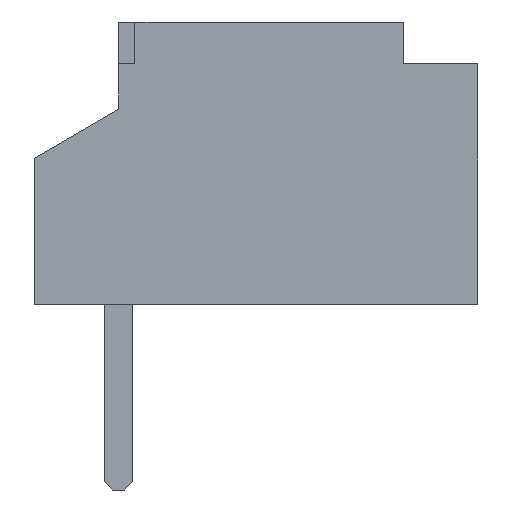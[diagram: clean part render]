
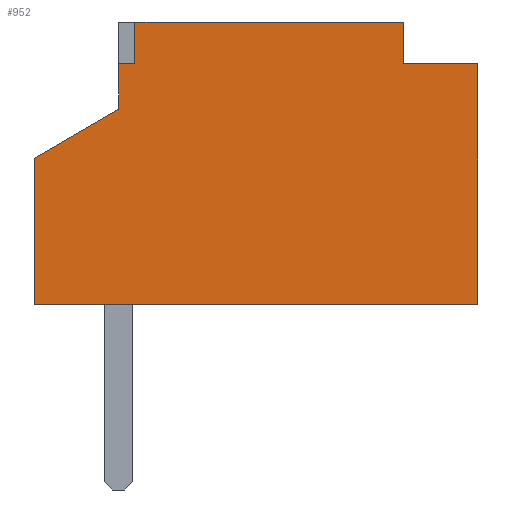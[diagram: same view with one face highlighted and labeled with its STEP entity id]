
A CAD part, left-side view. The second image highlights one B-rep face of the part: STEP entity #952.
In plain terms, the highlighted planar face has unit normal (-1, 0, 0).
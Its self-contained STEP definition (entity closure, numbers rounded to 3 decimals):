
#143 = FACE_OUTER_BOUND ( 'NONE', #7350, .T. ) ;
#268 = LINE ( 'NONE', #16581, #5677 ) ;
#329 = EDGE_CURVE ( 'NONE', #6499, #380, #268, .T. ) ;
#380 = VERTEX_POINT ( 'NONE', #15854 ) ;
#543 = CARTESIAN_POINT ( 'NONE',  ( -2.125, 0., 2.42 ) ) ;
#704 = VECTOR ( 'NONE', #9418, 1000. ) ;
#721 = CARTESIAN_POINT ( 'NONE',  ( -2.125, -3.531, 3.5 ) ) ;
#921 = DIRECTION ( 'NONE',  ( 0., -1., 0. ) ) ;
#952 = ADVANCED_FACE ( 'NONE', ( #143 ), #5575, .F. ) ;
#979 = ORIENTED_EDGE ( 'NONE', *, *, #2389, .F. ) ;
#989 = ORIENTED_EDGE ( 'NONE', *, *, #4452, .T. ) ;
#1550 = LINE ( 'NONE', #12311, #14942 ) ;
#1662 = LINE ( 'NONE', #15211, #3780 ) ;
#1894 = EDGE_CURVE ( 'NONE', #6095, #380, #3103, .T. ) ;
#2215 = ORIENTED_EDGE ( 'NONE', *, *, #7304, .T. ) ;
#2389 = EDGE_CURVE ( 'NONE', #17503, #3673, #11951, .T. ) ;
#3103 = LINE ( 'NONE', #12711, #11913 ) ;
#3109 = DIRECTION ( 'NONE',  ( 0., -1., 0. ) ) ;
#3230 = LINE ( 'NONE', #543, #14975 ) ;
#3673 = VERTEX_POINT ( 'NONE', #721 ) ;
#3780 = VECTOR ( 'NONE', #4430, 1000. ) ;
#4181 = VERTEX_POINT ( 'NONE', #5398 ) ;
#4268 = LINE ( 'NONE', #13561, #5500 ) ;
#4430 = DIRECTION ( 'NONE',  ( 0., 0.865, -0.502 ) ) ;
#4452 = EDGE_CURVE ( 'NONE', #4181, #3673, #10859, .T. ) ;
#4861 = CARTESIAN_POINT ( 'NONE',  ( -2.125, -4.45, 2.983 ) ) ;
#4960 = VECTOR ( 'NONE', #13036, 1000. ) ;
#5089 = CARTESIAN_POINT ( 'NONE',  ( -2.125, -3.531, 3.5 ) ) ;
#5398 = CARTESIAN_POINT ( 'NONE',  ( -2.125, -3.531, 2.983 ) ) ;
#5426 = VECTOR ( 'NONE', #9745, 1000. ) ;
#5477 = DIRECTION ( 'NONE',  ( 0., 0., -1. ) ) ;
#5500 = VECTOR ( 'NONE', #11182, 1000. ) ;
#5575 = PLANE ( 'NONE',  #15859 ) ;
#5677 = VECTOR ( 'NONE', #3109, 1000. ) ;
#6095 = VERTEX_POINT ( 'NONE', #4861 ) ;
#6223 = EDGE_CURVE ( 'NONE', #6515, #15226, #1662, .T. ) ;
#6499 = VERTEX_POINT ( 'NONE', #7020 ) ;
#6515 = VERTEX_POINT ( 'NONE', #16624 ) ;
#6799 = ORIENTED_EDGE ( 'NONE', *, *, #12206, .T. ) ;
#6819 = ORIENTED_EDGE ( 'NONE', *, *, #6223, .T. ) ;
#7020 = CARTESIAN_POINT ( 'NONE',  ( -2.125, 1.05, 0. ) ) ;
#7067 = VECTOR ( 'NONE', #921, 1000. ) ;
#7146 = ORIENTED_EDGE ( 'NONE', *, *, #7987, .F. ) ;
#7304 = EDGE_CURVE ( 'NONE', #7749, #14456, #4268, .T. ) ;
#7335 = CARTESIAN_POINT ( 'NONE',  ( -2.125, -0.2, 3.5 ) ) ;
#7350 = EDGE_LOOP ( 'NONE', ( #7146, #2215, #8912, #6819, #14330, #14808, #17071, #6799, #989, #979 ) ) ;
#7749 = VERTEX_POINT ( 'NONE', #12866 ) ;
#7803 = LINE ( 'NONE', #14469, #4960 ) ;
#7987 = EDGE_CURVE ( 'NONE', #7749, #17503, #7803, .T. ) ;
#8195 = CARTESIAN_POINT ( 'NONE',  ( -2.125, 1.05, 3.5 ) ) ;
#8703 = DIRECTION ( 'NONE',  ( 0., 0., -1. ) ) ;
#8912 = ORIENTED_EDGE ( 'NONE', *, *, #10009, .T. ) ;
#9075 = CARTESIAN_POINT ( 'NONE',  ( -2.125, 1.05, 3.5 ) ) ;
#9418 = DIRECTION ( 'NONE',  ( 0., 0., 1. ) ) ;
#9745 = DIRECTION ( 'NONE',  ( 0., 1., 0. ) ) ;
#10009 = EDGE_CURVE ( 'NONE', #14456, #6515, #3230, .T. ) ;
#10859 = LINE ( 'NONE', #5089, #704 ) ;
#10968 = CARTESIAN_POINT ( 'NONE',  ( -2.125, 0., 2.982 ) ) ;
#11048 = DIRECTION ( 'NONE',  ( 0., 0., -1. ) ) ;
#11182 = DIRECTION ( 'NONE',  ( 0., 1., 0. ) ) ;
#11282 = CARTESIAN_POINT ( 'NONE',  ( -2.125, -4.45, 2.983 ) ) ;
#11913 = VECTOR ( 'NONE', #16844, 1000. ) ;
#11951 = LINE ( 'NONE', #9075, #7067 ) ;
#12206 = EDGE_CURVE ( 'NONE', #6095, #4181, #16405, .T. ) ;
#12311 = CARTESIAN_POINT ( 'NONE',  ( -2.125, 1.05, 3.5 ) ) ;
#12711 = CARTESIAN_POINT ( 'NONE',  ( -2.125, -4.45, 3.5 ) ) ;
#12866 = CARTESIAN_POINT ( 'NONE',  ( -2.125, -0.2, 2.982 ) ) ;
#13036 = DIRECTION ( 'NONE',  ( 0., 0., 1. ) ) ;
#13528 = CARTESIAN_POINT ( 'NONE',  ( -2.125, 1.05, 1.811 ) ) ;
#13561 = CARTESIAN_POINT ( 'NONE',  ( -2.125, 1.05, 2.982 ) ) ;
#14330 = ORIENTED_EDGE ( 'NONE', *, *, #17004, .T. ) ;
#14456 = VERTEX_POINT ( 'NONE', #10968 ) ;
#14469 = CARTESIAN_POINT ( 'NONE',  ( -2.125, -0.2, 3.5 ) ) ;
#14808 = ORIENTED_EDGE ( 'NONE', *, *, #329, .T. ) ;
#14942 = VECTOR ( 'NONE', #5477, 1000. ) ;
#14975 = VECTOR ( 'NONE', #8703, 1000. ) ;
#15211 = CARTESIAN_POINT ( 'NONE',  ( -2.125, 1.05, 1.811 ) ) ;
#15226 = VERTEX_POINT ( 'NONE', #13528 ) ;
#15854 = CARTESIAN_POINT ( 'NONE',  ( -2.125, -4.45, 0. ) ) ;
#15859 = AXIS2_PLACEMENT_3D ( 'NONE', #8195, #16542, #11048 ) ;
#16405 = LINE ( 'NONE', #11282, #5426 ) ;
#16542 = DIRECTION ( 'NONE',  ( 1., 0., 0. ) ) ;
#16581 = CARTESIAN_POINT ( 'NONE',  ( -2.125, 1.05, 0. ) ) ;
#16624 = CARTESIAN_POINT ( 'NONE',  ( -2.125, 0., 2.42 ) ) ;
#16844 = DIRECTION ( 'NONE',  ( 0., 0., -1. ) ) ;
#17004 = EDGE_CURVE ( 'NONE', #15226, #6499, #1550, .T. ) ;
#17071 = ORIENTED_EDGE ( 'NONE', *, *, #1894, .F. ) ;
#17503 = VERTEX_POINT ( 'NONE', #7335 ) ;
